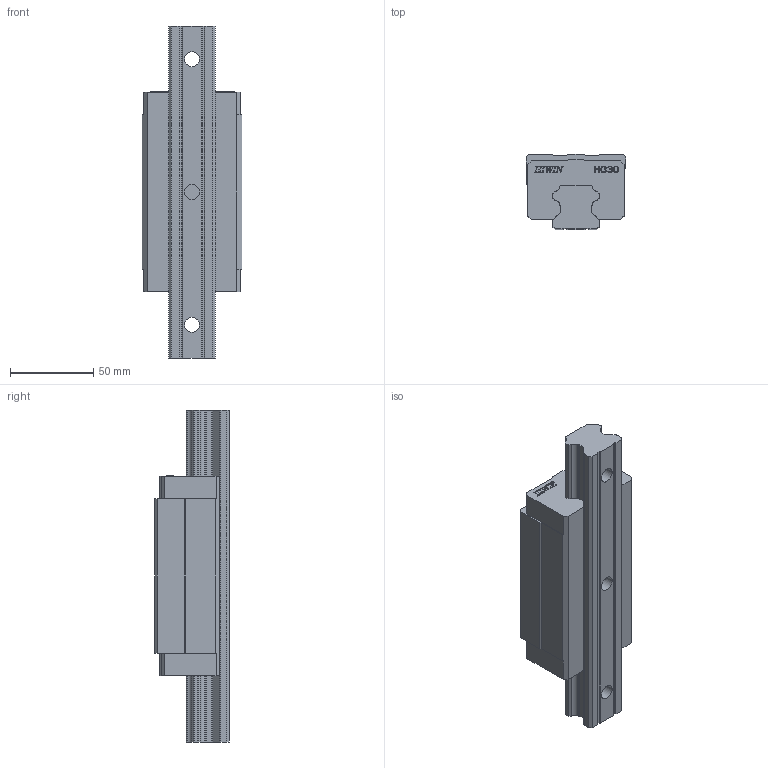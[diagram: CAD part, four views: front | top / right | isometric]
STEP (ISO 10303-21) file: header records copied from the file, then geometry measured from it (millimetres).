
FILE_DESCRIPTION((''),'2;1');
FILE_NAME('HGH30_ASM','2006-08-23T',('lansro'),(''),'PRO/ENGINEER BY PARAMETRIC TECHNOLOGY CORPORATION, 2004360','PRO/ENGINEER BY PARAMETRIC TECHNOLOGY CORPORATION, 2004360','');
FILE_SCHEMA(('CONFIG_CONTROL_DESIGN'));
Length unit declared in the file: millimetre
Products named in the file (3): HGH30; HGR30; HGH30_ASM
Assembly tree (2 placements, depth 2):
  HGH30_ASM
    HGH30
    HGR30
Bounding box: 60 x 45 x 200 mm (x, y, z)
Volume: 327657.7 mm3; surface area: 58706 mm2
Topology: 2 solids, 2 shells, 457 faces, 1308 edges, 872 vertices
Faces by surface type: plane 335, cylinder 62, extrusion 60
Entity records: 15140 total; most frequent: CARTESIAN_POINT 3191, ORIENTED_EDGE 2616, DIRECTION 2176, EDGE_CURVE 1308, VECTOR 1124, LINE 1064, VERTEX_POINT 872, AXIS2_PLACEMENT_3D 526
